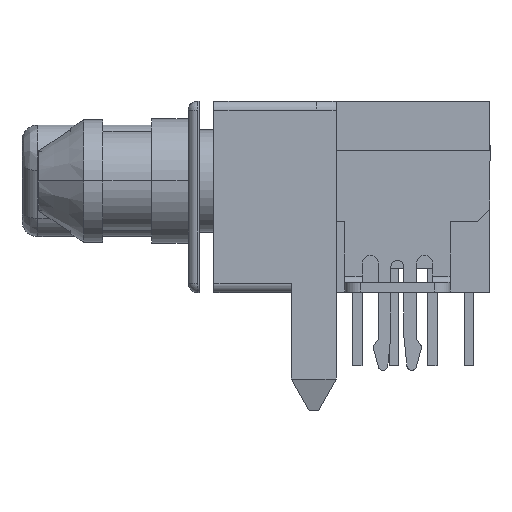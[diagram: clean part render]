
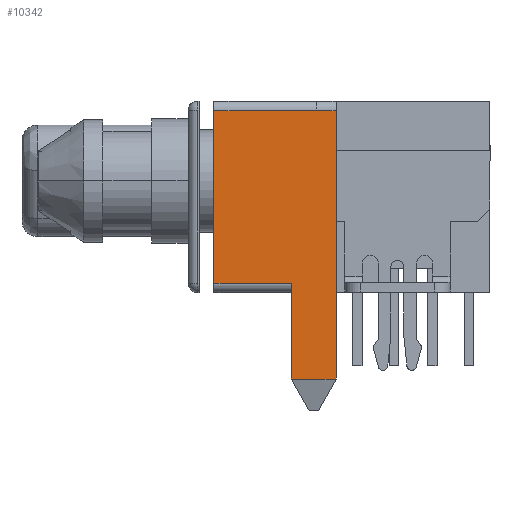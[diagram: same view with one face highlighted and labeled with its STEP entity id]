
A CAD part, left-side view. The second image highlights one B-rep face of the part: STEP entity #10342.
In plain terms, the highlighted planar face has unit normal (-1, 0, 0).
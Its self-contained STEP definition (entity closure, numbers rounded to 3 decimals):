
#10253=CARTESIAN_POINT('',(-21.35,5.635,5.7));
#10254=VERTEX_POINT('',#10253);
#10262=CARTESIAN_POINT('',(-21.35,2.435,5.7));
#10263=VERTEX_POINT('',#10262);
#10264=CARTESIAN_POINT('',(-21.35,2.435,5.7));
#10265=DIRECTION('',(0.0,1.0,0.0));
#10266=VECTOR('',#10265,3.2);
#10267=LINE('',#10264,#10266);
#10268=EDGE_CURVE('',#10263,#10254,#10267,.T.);
#10288=CARTESIAN_POINT('',(-21.35,1.596,-3.12));
#10289=DIRECTION('',(-1.0,0.0,0.0));
#10290=DIRECTION('',(0.0,0.0,1.0));
#10291=AXIS2_PLACEMENT_3D('',#10288,#10289,#10290);
#10292=PLANE('',#10291);
#10293=CARTESIAN_POINT('',(-21.35,5.635,0.3));
#10294=VERTEX_POINT('',#10293);
#10295=CARTESIAN_POINT('',(-21.35,5.635,5.7));
#10296=DIRECTION('',(0.0,0.0,-1.0));
#10297=VECTOR('',#10296,5.4);
#10298=LINE('',#10295,#10297);
#10299=EDGE_CURVE('',#10254,#10294,#10298,.T.);
#10300=ORIENTED_EDGE('',*,*,#10299,.T.);
#10301=CARTESIAN_POINT('',(-21.35,3.21,0.3));
#10302=VERTEX_POINT('',#10301);
#10303=CARTESIAN_POINT('',(-21.35,5.635,0.3));
#10304=DIRECTION('',(0.0,-1.0,0.0));
#10305=VECTOR('',#10304,2.425);
#10306=LINE('',#10303,#10305);
#10307=EDGE_CURVE('',#10294,#10302,#10306,.T.);
#10308=ORIENTED_EDGE('',*,*,#10307,.T.);
#10309=CARTESIAN_POINT('',(-21.35,3.21,-2.7));
#10310=VERTEX_POINT('',#10309);
#10311=CARTESIAN_POINT('',(-21.35,3.21,0.3));
#10312=DIRECTION('',(0.0,0.0,-1.0));
#10313=VECTOR('',#10312,3.);
#10314=LINE('',#10311,#10313);
#10315=EDGE_CURVE('',#10302,#10310,#10314,.T.);
#10316=ORIENTED_EDGE('',*,*,#10315,.T.);
#10317=CARTESIAN_POINT('',(-21.35,1.81,-2.7));
#10318=VERTEX_POINT('',#10317);
#10319=CARTESIAN_POINT('',(-21.35,3.21,-2.7));
#10320=DIRECTION('',(0.0,-1.0,0.0));
#10321=VECTOR('',#10320,1.4);
#10322=LINE('',#10319,#10321);
#10323=EDGE_CURVE('',#10310,#10318,#10322,.T.);
#10324=ORIENTED_EDGE('',*,*,#10323,.T.);
#10325=CARTESIAN_POINT('',(-21.35,1.81,5.7));
#10326=VERTEX_POINT('',#10325);
#10327=CARTESIAN_POINT('',(-21.35,1.81,5.7));
#10328=DIRECTION('',(0.0,0.0,-1.0));
#10329=VECTOR('',#10328,8.4);
#10330=LINE('',#10327,#10329);
#10331=EDGE_CURVE('',#10326,#10318,#10330,.T.);
#10332=ORIENTED_EDGE('',*,*,#10331,.F.);
#10333=CARTESIAN_POINT('',(-21.35,1.81,5.7));
#10334=DIRECTION('',(0.0,1.0,0.0));
#10335=VECTOR('',#10334,0.625);
#10336=LINE('',#10333,#10335);
#10337=EDGE_CURVE('',#10326,#10263,#10336,.T.);
#10338=ORIENTED_EDGE('',*,*,#10337,.T.);
#10339=ORIENTED_EDGE('',*,*,#10268,.T.);
#10340=EDGE_LOOP('',(#10300,#10308,#10316,#10324,#10332,#10338,#10339));
#10341=FACE_OUTER_BOUND('',#10340,.T.);
#10342=ADVANCED_FACE('',(#10341),#10292,.T.);
